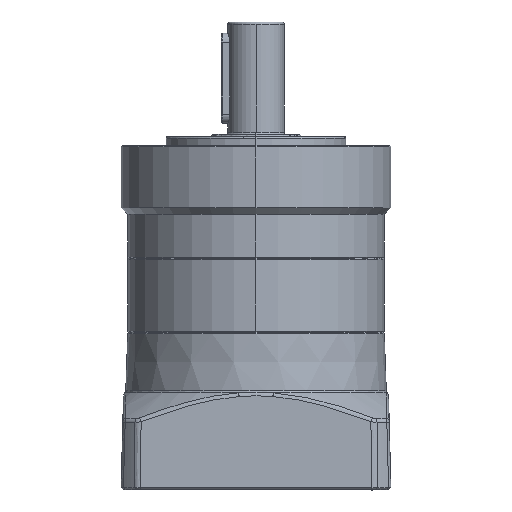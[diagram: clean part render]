
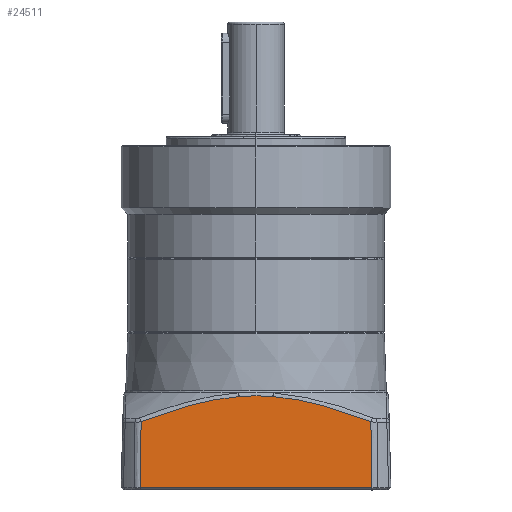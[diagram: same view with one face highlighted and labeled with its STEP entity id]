
A CAD part, left-side view. The second image highlights one B-rep face of the part: STEP entity #24511.
In plain terms, the highlighted face is planar.
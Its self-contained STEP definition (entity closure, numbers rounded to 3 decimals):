
#2573 = CARTESIAN_POINT ( 'NONE',  ( 59.129, -4.342, -43.379 ) ) ;
#2735 = CARTESIAN_POINT ( 'NONE',  ( 59.022, -0.228, -30.396 ) ) ;
#2838 = ORIENTED_EDGE ( 'NONE', *, *, #30921, .T. ) ;
#2875 = CARTESIAN_POINT ( 'NONE',  ( 58.952, 2.429, -18.87 ) ) ;
#3088 = CARTESIAN_POINT ( 'NONE',  ( 58.913, 3.919, -7.507 ) ) ;
#3139 = CARTESIAN_POINT ( 'NONE',  ( 58.908, 4.11, -5.007 ) ) ;
#3176 = CARTESIAN_POINT ( 'NONE',  ( 58.904, 4.283, -2.507 ) ) ;
#3184 = CARTESIAN_POINT ( 'NONE',  ( 58.904, 4.283, 2.508 ) ) ;
#3335 = CARTESIAN_POINT ( 'NONE',  ( 58.913, 3.919, 7.507 ) ) ;
#3382 = CARTESIAN_POINT ( 'NONE',  ( 58.908, 4.11, 5.008 ) ) ;
#4173 = VERTEX_POINT ( 'NONE', #33132 ) ;
#4499 = AXIS2_PLACEMENT_3D ( 'NONE', #18889, #16305, #16299 ) ;
#5836 = EDGE_CURVE ( 'NONE', #21544, #27536, #23885, .T. ) ;
#5948 = CARTESIAN_POINT ( 'NONE',  ( 59.185, -6.477, -49.18 ) ) ;
#6102 = CARTESIAN_POINT ( 'NONE',  ( 59.109, -3.569, -41.158 ) ) ;
#6252 = CARTESIAN_POINT ( 'NONE',  ( 59.018, -0.073, -29.829 ) ) ;
#6277 = CARTESIAN_POINT ( 'NONE',  ( 59.205, -7.212, 51.071 ) ) ;
#6396 = CARTESIAN_POINT ( 'NONE',  ( 58.951, 2.454, -18.732 ) ) ;
#6748 = CARTESIAN_POINT ( 'NONE',  ( 58.913, 3.919, -7.507 ) ) ;
#7076 = CARTESIAN_POINT ( 'NONE',  ( 58.913, 3.919, 7.507 ) ) ;
#8422 = ORIENTED_EDGE ( 'NONE', *, *, #44997, .T. ) ;
#9148 = CARTESIAN_POINT ( 'NONE',  ( 59.974, -36.615, 51.372 ) ) ;
#9624 = CARTESIAN_POINT ( 'NONE',  ( 59.104, -3.383, -40.611 ) ) ;
#9774 = CARTESIAN_POINT ( 'NONE',  ( 59.017, -0.037, -29.695 ) ) ;
#9925 = CARTESIAN_POINT ( 'NONE',  ( 58.933, 3.155, -14.871 ) ) ;
#9943 = CARTESIAN_POINT ( 'NONE',  ( 59.974, -36.615, -51.372 ) ) ;
#11007 = CARTESIAN_POINT ( 'NONE',  ( 59.205, -7.212, 51.071 ) ) ;
#12022 = ORIENTED_EDGE ( 'NONE', *, *, #5836, .T. ) ;
#12282 = VECTOR ( 'NONE', #37171, 1000. ) ;
#13161 = CARTESIAN_POINT ( 'NONE',  ( 59.103, -3.339, -40.482 ) ) ;
#13312 = CARTESIAN_POINT ( 'NONE',  ( 59.016, -0.026, -29.656 ) ) ;
#13454 = CARTESIAN_POINT ( 'NONE',  ( 58.913, 3.919, -7.507 ) ) ;
#14134 = LINE ( 'NONE', #6277, #22452 ) ;
#14512 = CARTESIAN_POINT ( 'NONE',  ( 59.974, -36.615, -51.372 ) ) ;
#15393 = ORIENTED_EDGE ( 'NONE', *, *, #31155, .F. ) ;
#15589 = B_SPLINE_CURVE_WITH_KNOTS ( 'NONE', 3,
 ( #30584, #5948, #23674, #2573, #27213, #6102, #30734, #9624, #34208, #13161, #37678, #16708, #41087, #20272, #44496, #23821, #2735, #27366, #6252, #30874, #9774, #34342, #13312, #37840, #16860, #41227, #20424, #44642, #23977, #2875, #27538, #6396, #31020, #9925, #34499, #13454 ),
 .UNSPECIFIED., .F., .F.,
 ( 4, 1, 1, 1, 1, 1, 1, 1, 2, 2, 1, 1, 1, 1, 1, 1, 1, 2, 2, 1, 1, 1, 1, 1, 1, 2, 2, 4 ),
 ( 0., 0.125, 0.188, 0.219, 0.234, 0.242, 0.246, 0.248, 0.249, 0.25, 0.375, 0.438, 0.469, 0.484, 0.492, 0.496, 0.498, 0.499, 0.5, 0.625, 0.688, 0.719, 0.734, 0.742, 0.746, 0.748, 0.75, 1. ),
 .UNSPECIFIED. ) ;
#16299 = DIRECTION ( 'NONE',  ( -0.026, 1., 0. ) ) ;
#16305 = DIRECTION ( 'NONE',  ( 1., 0.026, 0. ) ) ;
#16319 = CARTESIAN_POINT ( 'NONE',  ( 59.205, -7.212, -51.071 ) ) ;
#16400 = PLANE ( 'NONE',  #4499 ) ;
#16708 = CARTESIAN_POINT ( 'NONE',  ( 59.103, -3.326, -40.445 ) ) ;
#16860 = CARTESIAN_POINT ( 'NONE',  ( 58.985, 1.176, -24.975 ) ) ;
#17184 = FACE_OUTER_BOUND ( 'NONE', #37785, .T. ) ;
#18092 = CARTESIAN_POINT ( 'NONE',  ( 58.965, 1.918, 22.389 ) ) ;
#18889 = CARTESIAN_POINT ( 'NONE',  ( 60., -37.59, 60. ) ) ;
#20272 = CARTESIAN_POINT ( 'NONE',  ( 59.063, -1.796, -35.799 ) ) ;
#20424 = CARTESIAN_POINT ( 'NONE',  ( 58.959, 2.173, -20.233 ) ) ;
#20575 = DIRECTION ( 'NONE',  ( -0.026, 1., 0.01 ) ) ;
#21544 = VERTEX_POINT ( 'NONE', #9148 ) ;
#21595 = VERTEX_POINT ( 'NONE', #7076 ) ;
#21672 = CARTESIAN_POINT ( 'NONE',  ( 58.913, 3.919, 7.507 ) ) ;
#22452 = VECTOR ( 'NONE', #30901, 1000. ) ;
#22511 = ORIENTED_EDGE ( 'NONE', *, *, #39573, .T. ) ;
#23674 = CARTESIAN_POINT ( 'NONE',  ( 59.158, -5.439, -46.432 ) ) ;
#23821 = CARTESIAN_POINT ( 'NONE',  ( 59.027, -0.438, -31.155 ) ) ;
#23885 = LINE ( 'NONE', #37271, #12282 ) ;
#23977 = CARTESIAN_POINT ( 'NONE',  ( 58.953, 2.393, -19.064 ) ) ;
#24511 = ADVANCED_FACE ( 'NONE', ( #17184 ), #16400, .T. ) ;
#24992 = VERTEX_POINT ( 'NONE', #6748 ) ;
#25136 = EDGE_CURVE ( 'NONE', #21595, #24992, #43431, .T. ) ;
#27213 = CARTESIAN_POINT ( 'NONE',  ( 59.116, -3.822, -41.892 ) ) ;
#27366 = CARTESIAN_POINT ( 'NONE',  ( 59.019, -0.125, -30.018 ) ) ;
#27536 = VERTEX_POINT ( 'NONE', #14512 ) ;
#27538 = CARTESIAN_POINT ( 'NONE',  ( 58.952, 2.444, -18.787 ) ) ;
#30584 = CARTESIAN_POINT ( 'NONE',  ( 59.205, -7.212, -51.071 ) ) ;
#30734 = CARTESIAN_POINT ( 'NONE',  ( 59.106, -3.445, -40.793 ) ) ;
#30874 = CARTESIAN_POINT ( 'NONE',  ( 59.017, -0.048, -29.735 ) ) ;
#30901 = DIRECTION ( 'NONE',  ( 0.026, -1., 0.01 ) ) ;
#30921 = EDGE_CURVE ( 'NONE', #4173, #21544, #14134, .T. ) ;
#31020 = CARTESIAN_POINT ( 'NONE',  ( 58.951, 2.459, -18.706 ) ) ;
#31155 = EDGE_CURVE ( 'NONE', #4173, #21595, #34666, .T. ) ;
#32058 = CARTESIAN_POINT ( 'NONE',  ( 59.133, -4.486, 44.062 ) ) ;
#33132 = CARTESIAN_POINT ( 'NONE',  ( 59.205, -7.212, 51.071 ) ) ;
#34208 = CARTESIAN_POINT ( 'NONE',  ( 59.103, -3.352, -40.521 ) ) ;
#34342 = CARTESIAN_POINT ( 'NONE',  ( 59.016, -0.03, -29.668 ) ) ;
#34499 = CARTESIAN_POINT ( 'NONE',  ( 58.92, 3.639, -11.148 ) ) ;
#34666 = B_SPLINE_CURVE_WITH_KNOTS ( 'NONE', 3,
 ( #11007, #32058, #39015, #18092, #42409, #21672 ),
 .UNSPECIFIED., .F., .F.,
 ( 4, 2, 4 ),
 ( 0., 0.5, 1. ),
 .UNSPECIFIED. ) ;
#35707 = LINE ( 'NONE', #9943, #41543 ) ;
#37171 = DIRECTION ( 'NONE',  ( 0., 0., -1. ) ) ;
#37271 = CARTESIAN_POINT ( 'NONE',  ( 59.974, -36.615, 60. ) ) ;
#37678 = CARTESIAN_POINT ( 'NONE',  ( 59.103, -3.33, -40.456 ) ) ;
#37785 = EDGE_LOOP ( 'NONE', ( #44765, #15393, #2838, #12022, #22511, #8422 ) ) ;
#37840 = CARTESIAN_POINT ( 'NONE',  ( 59.003, 0.485, -27.758 ) ) ;
#38884 = VERTEX_POINT ( 'NONE', #16319 ) ;
#39015 = CARTESIAN_POINT ( 'NONE',  ( 59.068, -1.996, 36.891 ) ) ;
#39573 = EDGE_CURVE ( 'NONE', #27536, #38884, #35707, .T. ) ;
#41087 = CARTESIAN_POINT ( 'NONE',  ( 59.086, -2.685, -38.554 ) ) ;
#41227 = CARTESIAN_POINT ( 'NONE',  ( 58.967, 1.861, -21.802 ) ) ;
#41543 = VECTOR ( 'NONE', #20575, 1000. ) ;
#42409 = CARTESIAN_POINT ( 'NONE',  ( 58.928, 3.342, 15.032 ) ) ;
#43431 = B_SPLINE_CURVE_WITH_KNOTS ( 'NONE', 3,
 ( #3335, #3382, #3184, #3176, #3139, #3088 ),
 .UNSPECIFIED., .F., .F.,
 ( 4, 2, 4 ),
 ( 0., 0.5, 1. ),
 .UNSPECIFIED. ) ;
#44496 = CARTESIAN_POINT ( 'NONE',  ( 59.039, -0.872, -32.686 ) ) ;
#44642 = CARTESIAN_POINT ( 'NONE',  ( 58.955, 2.321, -19.453 ) ) ;
#44765 = ORIENTED_EDGE ( 'NONE', *, *, #25136, .F. ) ;
#44997 = EDGE_CURVE ( 'NONE', #38884, #24992, #15589, .T. ) ;
